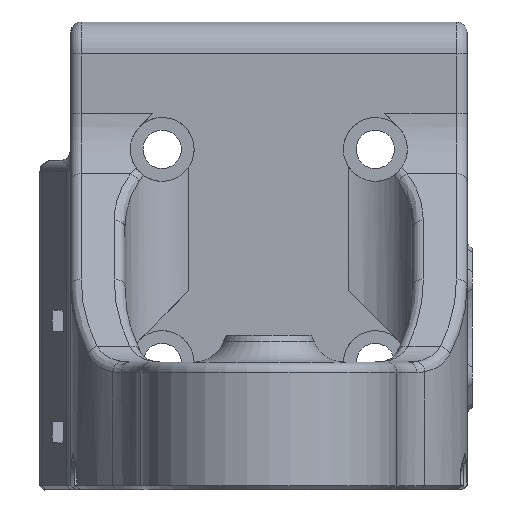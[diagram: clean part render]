
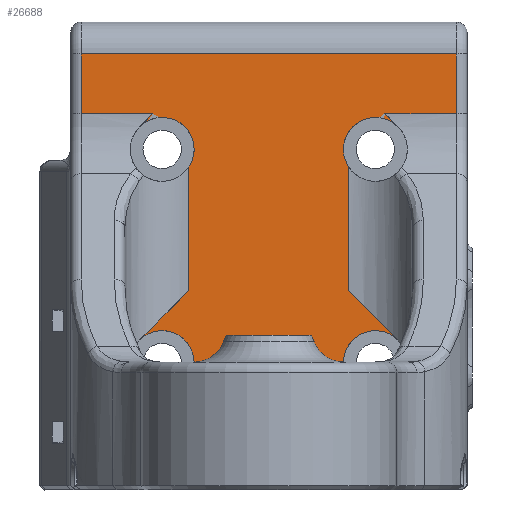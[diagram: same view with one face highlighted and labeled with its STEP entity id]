
A CAD part, front view. The second image highlights one B-rep face of the part: STEP entity #26688.
In plain terms, the highlighted planar face has unit normal (0, -1, 0).
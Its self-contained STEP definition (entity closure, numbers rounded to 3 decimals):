
#1260=CIRCLE('',#28381,3.);
#1264=CIRCLE('',#28388,3.);
#1282=CIRCLE('',#28422,3.);
#1283=CIRCLE('',#28423,3.);
#1284=CIRCLE('',#28424,3.);
#2943=FACE_OUTER_BOUND('',#4599,.T.);
#4599=EDGE_LOOP('',(#18050,#18051,#18052,#18053,#18054,#18055,#18056,#18057,
#18058,#18059,#18060,#18061,#18062,#18063,#18064,#18065,#18066));
#6463=LINE('',#40182,#8662);
#6464=LINE('',#40188,#8663);
#6467=LINE('',#40196,#8666);
#6468=LINE('',#40202,#8667);
#6470=LINE('',#40207,#8669);
#6473=LINE('',#40276,#8672);
#6476=LINE('',#40331,#8675);
#6484=LINE('',#40381,#8683);
#6494=LINE('',#40403,#8693);
#6495=LINE('',#40407,#8694);
#6496=LINE('',#40411,#8695);
#6497=LINE('',#40412,#8696);
#8662=VECTOR('',#31497,10.);
#8663=VECTOR('',#31502,10.);
#8666=VECTOR('',#31509,10.);
#8667=VECTOR('',#31514,10.);
#8669=VECTOR('',#31518,10.);
#8672=VECTOR('',#31533,10.);
#8675=VECTOR('',#31548,10.);
#8683=VECTOR('',#31604,10.);
#8693=VECTOR('',#31626,10.);
#8694=VECTOR('',#31631,10.);
#8695=VECTOR('',#31636,10.);
#8696=VECTOR('',#31637,10.);
#11081=VERTEX_POINT('',#40178);
#11082=VERTEX_POINT('',#40180);
#11083=VERTEX_POINT('',#40184);
#11085=VERTEX_POINT('',#40187);
#11087=VERTEX_POINT('',#40192);
#11088=VERTEX_POINT('',#40194);
#11089=VERTEX_POINT('',#40198);
#11091=VERTEX_POINT('',#40201);
#11092=VERTEX_POINT('',#40205);
#11093=VERTEX_POINT('',#40206);
#11101=VERTEX_POINT('',#40275);
#11109=VERTEX_POINT('',#40330);
#11117=VERTEX_POINT('',#40355);
#11119=VERTEX_POINT('',#40361);
#11129=VERTEX_POINT('',#40402);
#11130=VERTEX_POINT('',#40406);
#11131=VERTEX_POINT('',#40408);
#13685=EDGE_CURVE('',#11082,#11081,#6463,.T.);
#13687=EDGE_CURVE('',#11085,#11083,#6464,.T.);
#13691=EDGE_CURVE('',#11088,#11087,#6467,.T.);
#13693=EDGE_CURVE('',#11091,#11089,#6468,.T.);
#13695=EDGE_CURVE('',#11092,#11093,#6470,.T.);
#13701=EDGE_CURVE('',#11082,#11093,#1260,.T.);
#13707=EDGE_CURVE('',#11081,#11101,#6473,.T.);
#13717=EDGE_CURVE('',#11088,#11101,#1264,.T.);
#13719=EDGE_CURVE('',#11087,#11109,#6476,.T.);
#13743=EDGE_CURVE('',#11117,#11119,#6484,.T.);
#13754=EDGE_CURVE('',#11119,#11129,#6494,.T.);
#13756=EDGE_CURVE('',#11130,#11083,#6495,.T.);
#13757=EDGE_CURVE('',#11130,#11131,#1282,.T.);
#13758=EDGE_CURVE('',#11131,#11091,#1283,.T.);
#13759=EDGE_CURVE('',#11129,#11089,#6496,.T.);
#13760=EDGE_CURVE('',#11109,#11117,#6497,.T.);
#13761=EDGE_CURVE('',#11092,#11085,#1284,.T.);
#18050=ORIENTED_EDGE('',*,*,#13756,.F.);
#18051=ORIENTED_EDGE('',*,*,#13757,.T.);
#18052=ORIENTED_EDGE('',*,*,#13758,.T.);
#18053=ORIENTED_EDGE('',*,*,#13693,.T.);
#18054=ORIENTED_EDGE('',*,*,#13759,.F.);
#18055=ORIENTED_EDGE('',*,*,#13754,.F.);
#18056=ORIENTED_EDGE('',*,*,#13743,.F.);
#18057=ORIENTED_EDGE('',*,*,#13760,.F.);
#18058=ORIENTED_EDGE('',*,*,#13719,.F.);
#18059=ORIENTED_EDGE('',*,*,#13691,.F.);
#18060=ORIENTED_EDGE('',*,*,#13717,.T.);
#18061=ORIENTED_EDGE('',*,*,#13707,.F.);
#18062=ORIENTED_EDGE('',*,*,#13685,.F.);
#18063=ORIENTED_EDGE('',*,*,#13701,.T.);
#18064=ORIENTED_EDGE('',*,*,#13695,.F.);
#18065=ORIENTED_EDGE('',*,*,#13761,.T.);
#18066=ORIENTED_EDGE('',*,*,#13687,.T.);
#25909=PLANE('',#28421);
#26688=ADVANCED_FACE('',(#2943),#25909,.F.);
#28381=AXIS2_PLACEMENT_3D('',#40228,#31526,#31527);
#28388=AXIS2_PLACEMENT_3D('',#40322,#31544,#31545);
#28421=AXIS2_PLACEMENT_3D('',#40405,#31629,#31630);
#28422=AXIS2_PLACEMENT_3D('',#40409,#31632,#31633);
#28423=AXIS2_PLACEMENT_3D('',#40410,#31634,#31635);
#28424=AXIS2_PLACEMENT_3D('',#40413,#31638,#31639);
#31497=DIRECTION('',(0.707,0.,0.707));
#31502=DIRECTION('',(-0.707,0.,0.707));
#31509=DIRECTION('',(0.707,0.,0.707));
#31514=DIRECTION('',(-0.707,0.,0.707));
#31518=DIRECTION('',(-1.,0.,0.));
#31526=DIRECTION('center_axis',(0.,1.,0.));
#31527=DIRECTION('ref_axis',(1.,0.,0.));
#31533=DIRECTION('',(0.,0.,1.));
#31544=DIRECTION('center_axis',(0.,1.,0.));
#31545=DIRECTION('ref_axis',(1.,0.,0.));
#31548=DIRECTION('',(-1.,0.,0.));
#31604=DIRECTION('',(1.,0.,0.));
#31626=DIRECTION('',(0.,0.,-1.));
#31629=DIRECTION('center_axis',(0.,1.,0.));
#31630=DIRECTION('ref_axis',(0.,0.,
1.));
#31631=DIRECTION('',(0.,0.,-1.));
#31632=DIRECTION('center_axis',(0.,1.,0.));
#31633=DIRECTION('ref_axis',(1.,0.,0.));
#31634=DIRECTION('center_axis',(0.,1.,0.));
#31635=DIRECTION('ref_axis',(1.,0.,0.));
#31636=DIRECTION('',(-1.,0.,0.));
#31637=DIRECTION('',(0.,0.,1.));
#31638=DIRECTION('center_axis',(0.,1.,0.));
#31639=DIRECTION('ref_axis',(1.,0.,0.));
#40178=CARTESIAN_POINT('',(69.899,83.19,-335.53));
#40180=CARTESIAN_POINT('',(65.274,83.19,-340.155));
#40182=CARTESIAN_POINT('',(65.274,83.19,-340.155));
#40184=CARTESIAN_POINT('',(84.899,83.19,-335.538));
#40187=CARTESIAN_POINT('',(89.517,83.19,-340.155));
#40188=CARTESIAN_POINT('',(89.517,83.19,-340.155));
#40192=CARTESIAN_POINT('',(66.517,83.19,-318.913));
#40194=CARTESIAN_POINT('',(65.274,83.19,-320.155));
#40196=CARTESIAN_POINT('',(65.274,83.19,-320.155));
#40198=CARTESIAN_POINT('',(88.274,83.19,-318.913));
#40201=CARTESIAN_POINT('',(89.517,83.19,-320.155));
#40202=CARTESIAN_POINT('',(89.517,83.19,-320.155));
#40205=CARTESIAN_POINT('',(84.395,83.19,-342.277));
#40206=CARTESIAN_POINT('',(70.395,83.19,-342.277));
#40207=CARTESIAN_POINT('',(68.397,83.19,-342.277));
#40228=CARTESIAN_POINT('Origin',(67.395,83.19,-342.277));
#40275=CARTESIAN_POINT('',(69.899,83.19,-323.929));
#40276=CARTESIAN_POINT('',(69.899,83.19,-315.977));
#40322=CARTESIAN_POINT('Origin',(67.395,83.19,-322.277));
#40330=CARTESIAN_POINT('',(59.799,83.19,-318.913));
#40331=CARTESIAN_POINT('',(59.395,83.19,-318.913));
#40355=CARTESIAN_POINT('',(59.799,83.19,-313.327));
#40361=CARTESIAN_POINT('',(94.999,83.19,-313.327));
#40381=CARTESIAN_POINT('',(67.671,83.19,-313.327));
#40402=CARTESIAN_POINT('',(94.999,83.19,-318.913));
#40403=CARTESIAN_POINT('',(94.999,83.19,-335.927));
#40405=CARTESIAN_POINT('Origin',(59.395,83.19,-319.627));
#40406=CARTESIAN_POINT('',(84.899,83.19,-323.941));
#40407=CARTESIAN_POINT('',(84.899,83.19,-315.977));
#40408=CARTESIAN_POINT('',(84.395,83.19,-322.277));
#40409=CARTESIAN_POINT('Origin',(87.395,83.19,-322.277));
#40410=CARTESIAN_POINT('Origin',(87.395,83.19,-322.277));
#40411=CARTESIAN_POINT('',(59.395,83.19,-318.913));
#40412=CARTESIAN_POINT('',(59.799,83.19,-335.927));
#40413=CARTESIAN_POINT('Origin',(87.395,83.19,-342.277));
